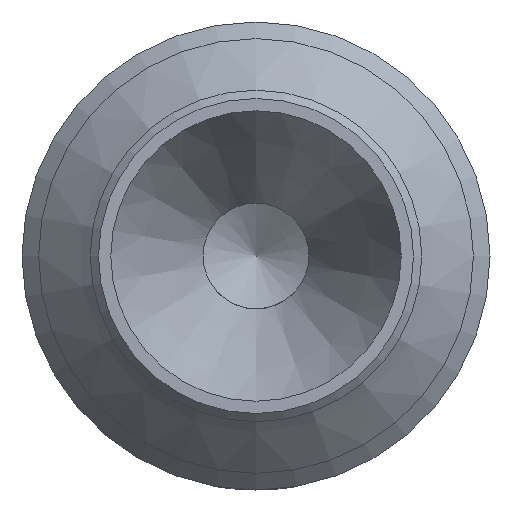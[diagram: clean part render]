
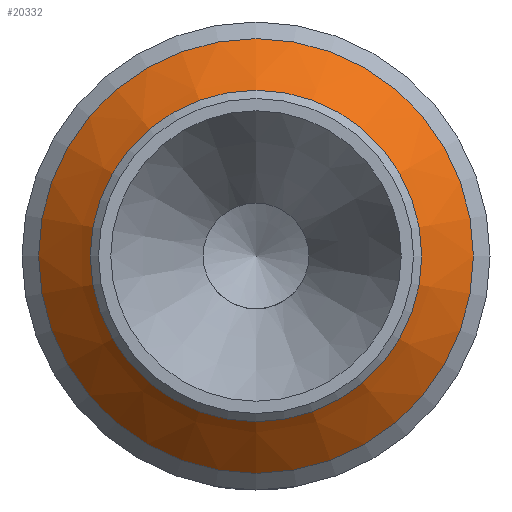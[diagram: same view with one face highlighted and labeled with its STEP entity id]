
A CAD part, front view. The second image highlights one B-rep face of the part: STEP entity #20332.
In plain terms, the highlighted conical face has half-angle 45 degrees and reference radius 1.327 mm.
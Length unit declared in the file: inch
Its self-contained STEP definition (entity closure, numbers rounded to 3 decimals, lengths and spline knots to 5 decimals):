
#621 = CARTESIAN_POINT ( 'NONE',  ( 0., -0.28475, 0. ) ) ;
#930 = CIRCLE ( 'NONE', #1575, 0.05225 ) ;
#1575 = AXIS2_PLACEMENT_3D ( 'NONE', #621, #5995, #18608 ) ;
#5995 = DIRECTION ( 'NONE',  ( 0., -1., 0. ) ) ;
#7182 = EDGE_LOOP ( 'NONE', ( #27739 ) ) ;
#9807 = FACE_OUTER_BOUND ( 'NONE', #7182, .T. ) ;
#13359 = DIRECTION ( 'NONE',  ( 0., 0., 1. ) ) ;
#14889 = CONICAL_SURFACE ( 'NONE', #23458, 0.05225, 0.785 ) ;
#15769 = EDGE_CURVE ( 'NONE', #36755, #36755, #930, .T. ) ;
#16459 = DIRECTION ( 'NONE',  ( 0., -1., 0. ) ) ;
#18608 = DIRECTION ( 'NONE',  ( 0., 0., 1. ) ) ;
#18698 = CARTESIAN_POINT ( 'NONE',  ( 0., -0.28475, 0. ) ) ;
#18747 = CARTESIAN_POINT ( 'NONE',  ( 0., -0.3141, 0.0229 ) ) ;
#18947 = CARTESIAN_POINT ( 'NONE',  ( 0., -0.3141, 0. ) ) ;
#19312 = FACE_BOUND ( 'NONE', #21101, .T. ) ;
#19562 = VERTEX_POINT ( 'NONE', #18747 ) ;
#20332 = ADVANCED_FACE ( 'NONE', ( #19312, #9807 ), #14889, .T. ) ;
#21101 = EDGE_LOOP ( 'NONE', ( #30064 ) ) ;
#23458 = AXIS2_PLACEMENT_3D ( 'NONE', #18698, #40602, #31301 ) ;
#24135 = CARTESIAN_POINT ( 'NONE',  ( 0., -0.28475, 0.05225 ) ) ;
#27739 = ORIENTED_EDGE ( 'NONE', *, *, #15769, .T. ) ;
#30064 = ORIENTED_EDGE ( 'NONE', *, *, #39091, .F. ) ;
#31301 = DIRECTION ( 'NONE',  ( 0., 0., -1. ) ) ;
#35803 = CIRCLE ( 'NONE', #39096, 0.0229 ) ;
#36755 = VERTEX_POINT ( 'NONE', #24135 ) ;
#39091 = EDGE_CURVE ( 'NONE', #19562, #19562, #35803, .T. ) ;
#39096 = AXIS2_PLACEMENT_3D ( 'NONE', #18947, #16459, #13359 ) ;
#40602 = DIRECTION ( 'NONE',  ( 0., 1., 0. ) ) ;
